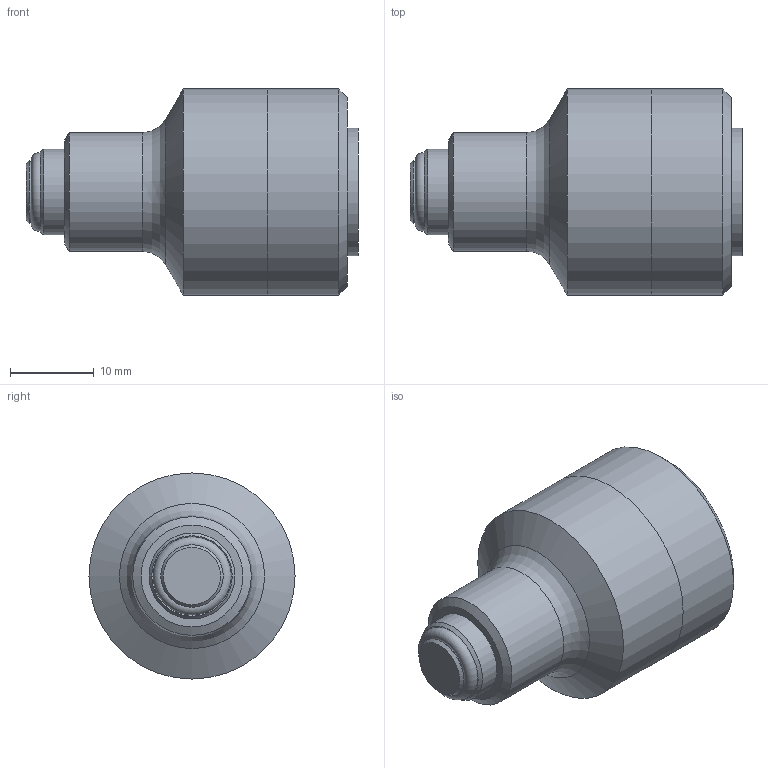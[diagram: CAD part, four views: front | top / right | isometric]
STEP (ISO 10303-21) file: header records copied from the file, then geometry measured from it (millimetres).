
FILE_DESCRIPTION(/* description */ (''),/* implementation_level */ '2;1');
FILE_NAME(/* name */ 'MITH-060P.stp',/* time_stamp */ '2016-05-02T13:30:04-05:00',/* author */ ('scottg'),/* organization */ ('FasTest,Inc.'),/* preprocessor_version */ 'ST-DEVELOPER v16.1',/* originating_system */ 'Autodesk Inventor 2016',/* authorisation */ '');
FILE_SCHEMA (('AUTOMOTIVE_DESIGN { 1 0 10303 214 3 1 1 }'));
Length unit declared in the file: inch
Products named in the file (1): MITH-060P
Bounding box: 39.62 x 24.61 x 24.61 mm (x, y, z)
Volume: 12515.2 mm3; surface area: 3220.5 mm2
Topology: 1 solids, 2 shells, 22 faces, 44 edges, 26 vertices
Faces by surface type: cone 10, cylinder 5, plane 4, torus 3
Full cylindrical faces by diameter (mm): 10.262 x1, 14.148 x1, 15.24 x1, 24.608 x2
Entity records: 502 total; most frequent: DIRECTION 86, CARTESIAN_POINT 63, AXIS2_PLACEMENT_3D 43, EDGE_LOOP 42, ORIENTED_EDGE 42, STYLED_ITEM 23, FACE_OUTER_BOUND 22, ADVANCED_FACE 22
